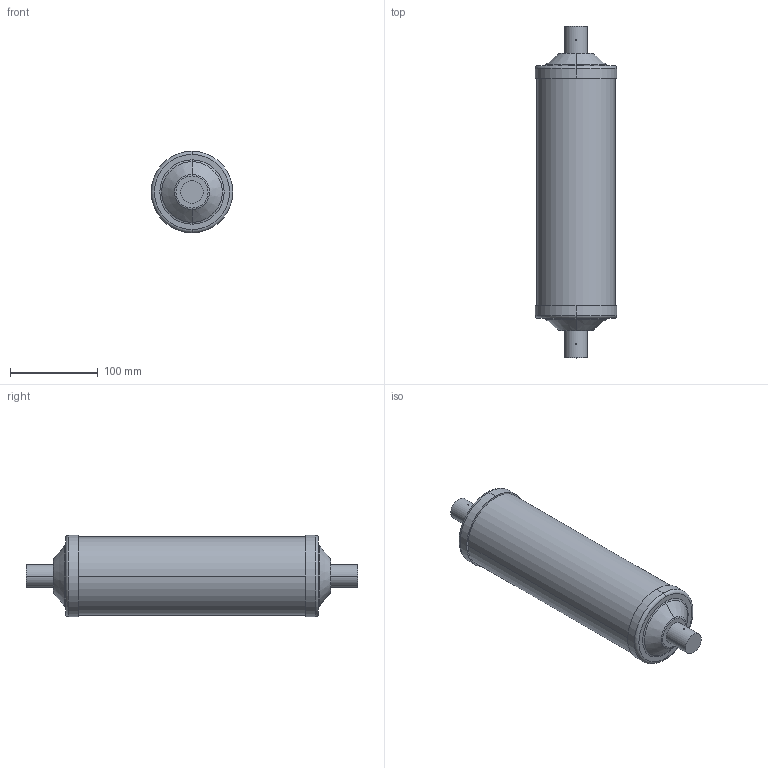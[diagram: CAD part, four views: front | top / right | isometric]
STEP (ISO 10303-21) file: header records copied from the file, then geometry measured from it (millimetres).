
FILE_DESCRIPTION (( 'STEP AP203' ), '1' );
FILE_NAME ('023B7039R - DFL 757s.STEP', '2023-05-27T05:46:35', ( '' ), ( '' ), 'SwSTEP 2.0', 'SolidWorks 2020', '' );
FILE_SCHEMA (( 'CONFIG_CONTROL_DESIGN' ));
Length unit declared in the file: millimetre
Products named in the file (1): 023B7039R - DFL 757s
Bounding box: 92.9 x 378 x 92.9 mm (x, y, z)
Volume: 1901852.3 mm3; surface area: 101257.7 mm2
Topology: 1 solids, 1 shells, 40 faces, 78 edges, 48 vertices
Faces by surface type: torus 12, cylinder 11, plane 8, cone 5, sphere 4
Entity records: 1175 total; most frequent: CARTESIAN_POINT 239, DIRECTION 208, ORIENTED_EDGE 156, AXIS2_PLACEMENT_3D 97, EDGE_CURVE 78, CIRCLE 56, VERTEX_POINT 48, EDGE_LOOP 48
